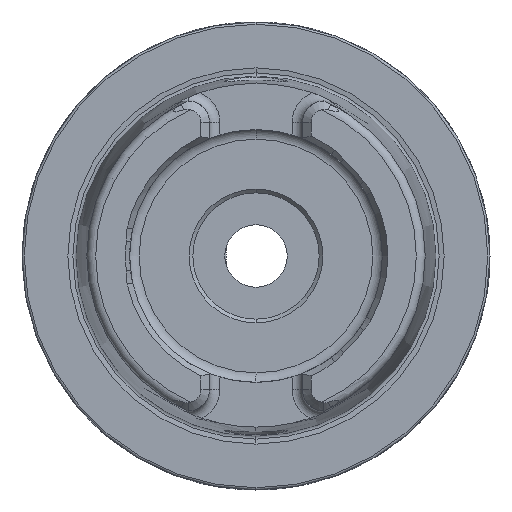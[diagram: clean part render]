
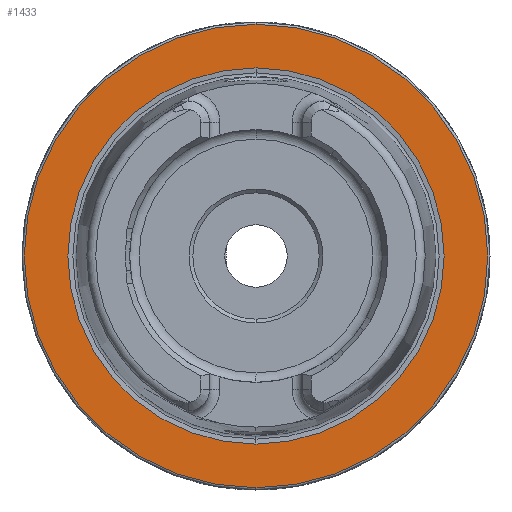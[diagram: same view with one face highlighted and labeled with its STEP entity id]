
A CAD part, left-side view. The second image highlights one B-rep face of the part: STEP entity #1433.
In plain terms, the highlighted planar face has unit normal (-1, 0, 0).
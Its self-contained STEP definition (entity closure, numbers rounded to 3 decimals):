
#58 = CIRCLE ( 'NONE', #4966, 31.2 ) ;
#1216 = CARTESIAN_POINT ( 'NONE',  ( 0., 31.2, 0. ) ) ;
#1335 = PLANE ( 'NONE',  #8839 ) ;
#1393 = DIRECTION ( 'NONE',  ( 0., 0., -1. ) ) ;
#1414 = DIRECTION ( 'NONE',  ( 1., 0., 0. ) ) ;
#1433 = ADVANCED_FACE ( 'NONE', ( #6284, #6222 ), #1335, .F. ) ;
#2280 = CIRCLE ( 'NONE', #3814, 25.324 ) ;
#2345 = CIRCLE ( 'NONE', #3815, 31.2 ) ;
#2676 = CIRCLE ( 'NONE', #4976, 25.324 ) ;
#2995 = CARTESIAN_POINT ( 'NONE',  ( 0., 0., 25.324 ) ) ;
#3620 = CARTESIAN_POINT ( 'NONE',  ( 0., 0., 0. ) ) ;
#3621 = DIRECTION ( 'NONE',  ( -1., 0., 0. ) ) ;
#3622 = DIRECTION ( 'NONE',  ( 0., 0., 1. ) ) ;
#3814 = AXIS2_PLACEMENT_3D ( 'NONE', #8145, #8146, #8147 ) ;
#3815 = AXIS2_PLACEMENT_3D ( 'NONE', #8118, #8119, #8120 ) ;
#4229 = VERTEX_POINT ( 'NONE', #2995 ) ;
#4261 = VERTEX_POINT ( 'NONE', #6770 ) ;
#4297 = VERTEX_POINT ( 'NONE', #6791 ) ;
#4366 = VERTEX_POINT ( 'NONE', #6825 ) ;
#4966 = AXIS2_PLACEMENT_3D ( 'NONE', #3620, #3621, #3622 ) ;
#4976 = AXIS2_PLACEMENT_3D ( 'NONE', #7875, #7876, #7877 ) ;
#5933 = EDGE_CURVE ( 'NONE', #4297, #4366, #58, .T. ) ;
#6222 = FACE_OUTER_BOUND ( 'NONE', #6741, .T. ) ;
#6284 = FACE_BOUND ( 'NONE', #6580, .T. ) ;
#6442 = ORIENTED_EDGE ( 'NONE', *, *, #5933, .T. ) ;
#6471 = ORIENTED_EDGE ( 'NONE', *, *, #7845, .T. ) ;
#6580 = EDGE_LOOP ( 'NONE', ( #6588, #6650 ) ) ;
#6588 = ORIENTED_EDGE ( 'NONE', *, *, #8546, .F. ) ;
#6650 = ORIENTED_EDGE ( 'NONE', *, *, #7786, .F. ) ;
#6741 = EDGE_LOOP ( 'NONE', ( #6471, #6442 ) ) ;
#6770 = CARTESIAN_POINT ( 'NONE',  ( 0., 0., -25.324 ) ) ;
#6791 = CARTESIAN_POINT ( 'NONE',  ( 0., 0., -31.2 ) ) ;
#6825 = CARTESIAN_POINT ( 'NONE',  ( 0., 0., 31.2 ) ) ;
#7786 = EDGE_CURVE ( 'NONE', #4261, #4229, #2676, .T. ) ;
#7845 = EDGE_CURVE ( 'NONE', #4366, #4297, #2345, .T. ) ;
#7875 = CARTESIAN_POINT ( 'NONE',  ( 0., 0., 0. ) ) ;
#7876 = DIRECTION ( 'NONE',  ( -1., 0., 0. ) ) ;
#7877 = DIRECTION ( 'NONE',  ( 0., 0., 1. ) ) ;
#8118 = CARTESIAN_POINT ( 'NONE',  ( 0., 0., 0. ) ) ;
#8119 = DIRECTION ( 'NONE',  ( -1., 0., 0. ) ) ;
#8120 = DIRECTION ( 'NONE',  ( 0., 0., 1. ) ) ;
#8145 = CARTESIAN_POINT ( 'NONE',  ( 0., 0., 0. ) ) ;
#8146 = DIRECTION ( 'NONE',  ( -1., 0., 0. ) ) ;
#8147 = DIRECTION ( 'NONE',  ( 0., 0., 1. ) ) ;
#8546 = EDGE_CURVE ( 'NONE', #4229, #4261, #2280, .T. ) ;
#8839 = AXIS2_PLACEMENT_3D ( 'NONE', #1216, #1414, #1393 ) ;
